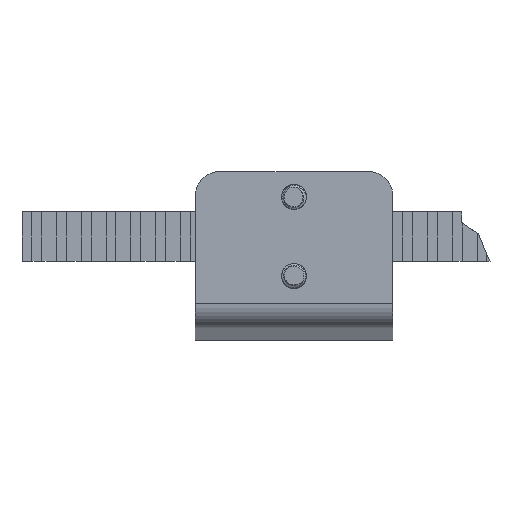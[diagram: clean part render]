
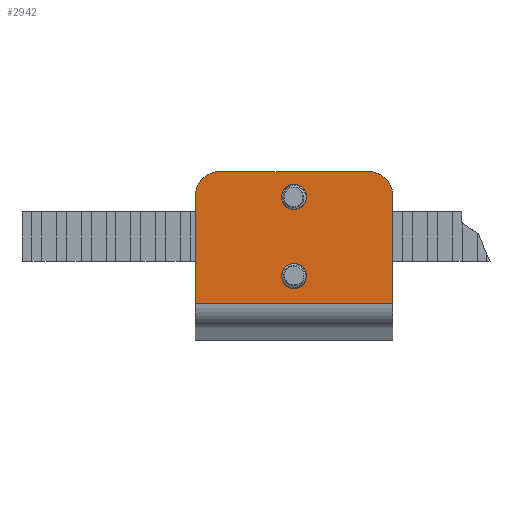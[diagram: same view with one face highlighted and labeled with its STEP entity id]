
A CAD part, left-side view. The second image highlights one B-rep face of the part: STEP entity #2942.
In plain terms, the highlighted face is planar.
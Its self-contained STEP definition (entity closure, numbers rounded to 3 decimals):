
#99=FACE_BOUND('',#515,.T.);
#100=FACE_BOUND('',#516,.T.);
#208=PLANE('',#3225);
#355=FACE_OUTER_BOUND('',#514,.T.);
#514=EDGE_LOOP('',(#2748,#2749,#2750,#2751,#2752,#2753));
#515=EDGE_LOOP('',(#2754,#2755));
#516=EDGE_LOOP('',(#2756,#2757));
#822=LINE('',#6148,#1151);
#832=LINE('',#6184,#1161);
#846=LINE('',#6227,#1175);
#847=LINE('',#6229,#1176);
#1151=VECTOR('',#3876,10.);
#1161=VECTOR('',#3910,10.);
#1175=VECTOR('',#3960,10.);
#1176=VECTOR('',#3963,10.);
#1217=CIRCLE('',#3198,5.);
#1221=CIRCLE('',#3204,5.);
#1227=CIRCLE('',#3217,2.067);
#1228=CIRCLE('',#3218,2.067);
#1229=CIRCLE('',#3220,2.067);
#1230=CIRCLE('',#3221,2.067);
#1485=VERTEX_POINT('',#6145);
#1486=VERTEX_POINT('',#6147);
#1492=VERTEX_POINT('',#6161);
#1498=VERTEX_POINT('',#6177);
#1499=VERTEX_POINT('',#6179);
#1500=VERTEX_POINT('',#6183);
#1508=VERTEX_POINT('',#6213);
#1509=VERTEX_POINT('',#6214);
#1510=VERTEX_POINT('',#6219);
#1511=VERTEX_POINT('',#6220);
#1887=EDGE_CURVE('',#1485,#1486,#822,.T.);
#1894=EDGE_CURVE('',#1486,#1492,#1217,.T.);
#1903=EDGE_CURVE('',#1498,#1499,#1221,.T.);
#1905=EDGE_CURVE('',#1499,#1500,#832,.T.);
#1921=EDGE_CURVE('',#1508,#1509,#1227,.T.);
#1922=EDGE_CURVE('',#1509,#1508,#1228,.T.);
#1924=EDGE_CURVE('',#1510,#1511,#1229,.T.);
#1925=EDGE_CURVE('',#1511,#1510,#1230,.T.);
#1928=EDGE_CURVE('',#1485,#1500,#846,.T.);
#1929=EDGE_CURVE('',#1492,#1498,#847,.T.);
#2748=ORIENTED_EDGE('',*,*,#1894,.F.);
#2749=ORIENTED_EDGE('',*,*,#1887,.F.);
#2750=ORIENTED_EDGE('',*,*,#1928,.T.);
#2751=ORIENTED_EDGE('',*,*,#1905,.F.);
#2752=ORIENTED_EDGE('',*,*,#1903,.F.);
#2753=ORIENTED_EDGE('',*,*,#1929,.F.);
#2754=ORIENTED_EDGE('',*,*,#1921,.T.);
#2755=ORIENTED_EDGE('',*,*,#1922,.T.);
#2756=ORIENTED_EDGE('',*,*,#1924,.T.);
#2757=ORIENTED_EDGE('',*,*,#1925,.T.);
#2942=ADVANCED_FACE('',(#355,#99,#100),#208,.F.);
#3198=AXIS2_PLACEMENT_3D('',#6162,#3888,#3889);
#3204=AXIS2_PLACEMENT_3D('',#6180,#3905,#3906);
#3217=AXIS2_PLACEMENT_3D('',#6215,#3943,#3944);
#3218=AXIS2_PLACEMENT_3D('',#6216,#3945,#3946);
#3220=AXIS2_PLACEMENT_3D('',#6221,#3950,#3951);
#3221=AXIS2_PLACEMENT_3D('',#6222,#3952,#3953);
#3225=AXIS2_PLACEMENT_3D('',#6230,#3964,#3965);
#3876=DIRECTION('',(0.,0.,1.));
#3888=DIRECTION('center_axis',(0.,1.,0.));
#3889=DIRECTION('ref_axis',(-0.707,0.,0.707));
#3905=DIRECTION('center_axis',(0.,1.,0.));
#3906=DIRECTION('ref_axis',(0.707,0.,0.707));
#3910=DIRECTION('',(0.,0.,-1.));
#3943=DIRECTION('center_axis',(0.,1.,0.));
#3944=DIRECTION('ref_axis',(1.,0.,0.));
#3945=DIRECTION('center_axis',(0.,1.,0.));
#3946=DIRECTION('ref_axis',(1.,0.,0.));
#3950=DIRECTION('center_axis',(0.,1.,0.));
#3951=DIRECTION('ref_axis',(1.,0.,0.));
#3952=DIRECTION('center_axis',(0.,1.,0.));
#3953=DIRECTION('ref_axis',(1.,0.,0.));
#3960=DIRECTION('',(1.,0.,0.));
#3963=DIRECTION('',(1.,0.,0.));
#3964=DIRECTION('center_axis',(0.,1.,0.));
#3965=DIRECTION('ref_axis',(0.,0.,1.));
#6145=CARTESIAN_POINT('',(-20.,0.,-11.052));
#6147=CARTESIAN_POINT('',(-20.,0.,10.6));
#6148=CARTESIAN_POINT('',(-20.,0.,-15.6));
#6161=CARTESIAN_POINT('',(-15.,0.,15.6));
#6162=CARTESIAN_POINT('Origin',(-15.,0.,10.6));
#6177=CARTESIAN_POINT('',(15.,0.,15.6));
#6179=CARTESIAN_POINT('',(20.,0.,10.6));
#6180=CARTESIAN_POINT('Origin',(15.,0.,10.6));
#6183=CARTESIAN_POINT('',(20.,0.,-11.052));
#6184=CARTESIAN_POINT('',(20.,0.,15.6));
#6213=CARTESIAN_POINT('',(2.067,0.,10.483));
#6214=CARTESIAN_POINT('',(-2.067,0.,10.483));
#6215=CARTESIAN_POINT('Origin',(0.,0.,10.483));
#6216=CARTESIAN_POINT('Origin',(0.,0.,10.483));
#6219=CARTESIAN_POINT('',(2.067,0.,-5.517));
#6220=CARTESIAN_POINT('',(-2.067,0.,-5.517));
#6221=CARTESIAN_POINT('Origin',(0.,0.,-5.517));
#6222=CARTESIAN_POINT('Origin',(0.,0.,-5.517));
#6227=CARTESIAN_POINT('',(-10.,0.,-11.052));
#6229=CARTESIAN_POINT('',(-20.,0.,15.6));
#6230=CARTESIAN_POINT('Origin',(0.,0.,0.));
